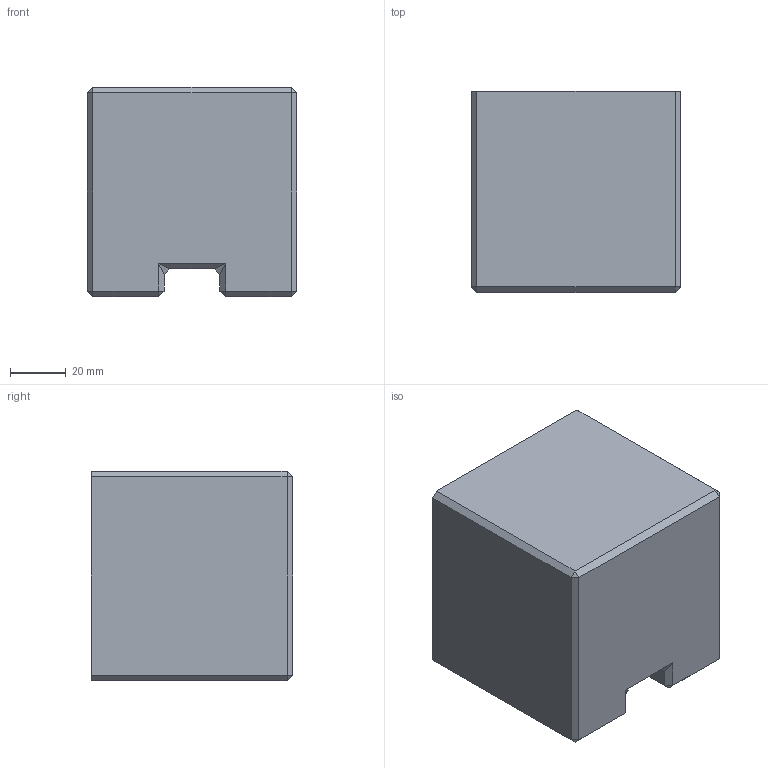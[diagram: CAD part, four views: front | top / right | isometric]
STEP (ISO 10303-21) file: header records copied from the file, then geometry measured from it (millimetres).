
FILE_DESCRIPTION(/* description */ (''),/* implementation_level */ '2;1');
FILE_NAME(/* name */ 'Top Motor Cover_v1.step',/* time_stamp */ '2022-05-10T16:52:39+01:00',/* author */ (''),/* organization */ (''),/* preprocessor_version */ 'ST-DEVELOPER v18.1',/* originating_system */ 'Autodesk Translation Framework v10.14.0.1471',/* authorisation */ '');
FILE_SCHEMA (('AUTOMOTIVE_DESIGN { 1 0 10303 214 3 1 1 }'));
Length unit declared in the file: millimetre
Products named in the file (1): Top Motor Cover
Bounding box: 75 x 72 x 75 mm (x, y, z)
Volume: 52585.3 mm3; surface area: 53583.2 mm2
Topology: 1 solids, 1 shells, 50 faces, 120 edges, 72 vertices
Faces by surface type: plane 50
Entity records: 1425 total; most frequent: CARTESIAN_POINT 243, ORIENTED_EDGE 240, DIRECTION 222, LINE 120, VECTOR 120, EDGE_CURVE 120, VERTEX_POINT 72, AXIS2_PLACEMENT_3D 51
